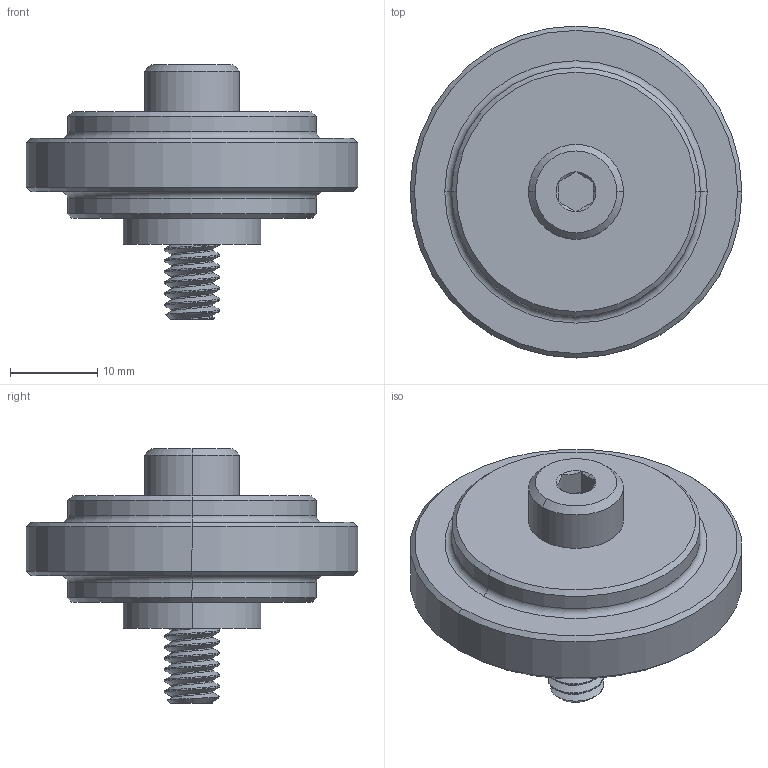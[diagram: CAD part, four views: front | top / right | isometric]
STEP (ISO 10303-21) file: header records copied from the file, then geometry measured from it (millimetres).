
FILE_DESCRIPTION (( 'STEP AP203' ), '1' );
FILE_NAME ('47065T204_T-Slotted Framing.STEP', '2021-07-09T23:37:21', ( 'Administrator' ), ( 'Managed by Terraform' ), 'SwSTEP 2.0', 'SolidWorks 2017', '' );
FILE_SCHEMA (( 'CONFIG_CONTROL_DESIGN' ));
Length unit declared in the file: inch
Products named in the file (1): 47065T204_T-Slotted Framing
Bounding box: 38.1 x 38.1 x 29.26 mm (x, y, z)
Volume: 12022.5 mm3; surface area: 5854.8 mm2
Topology: 4 solids, 4 shells, 94 faces, 205 edges, 124 vertices
Faces by surface type: cylinder 38, cone 20, plane 20, torus 13, bspline 3
Entity records: 3944 total; most frequent: CARTESIAN_POINT 1864, DIRECTION 434, ORIENTED_EDGE 410, EDGE_CURVE 205, AXIS2_PLACEMENT_3D 186, VERTEX_POINT 124, EDGE_LOOP 105, ADVANCED_FACE 94
